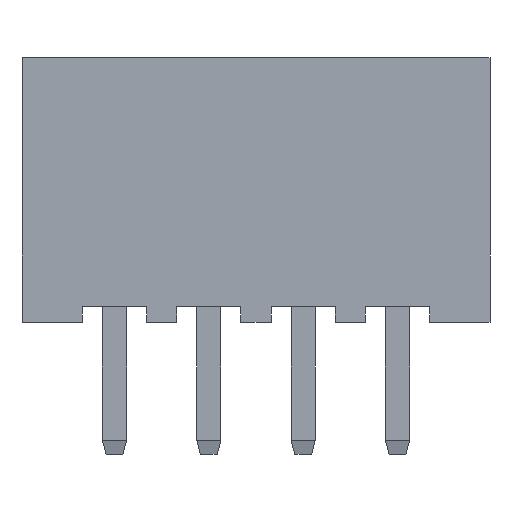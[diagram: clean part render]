
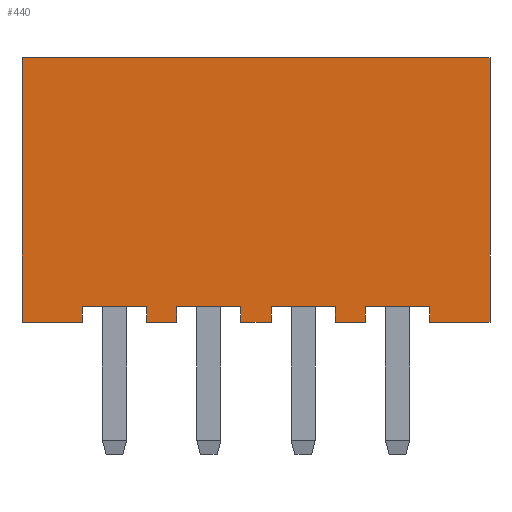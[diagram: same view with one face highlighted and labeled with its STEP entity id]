
A CAD part, front view. The second image highlights one B-rep face of the part: STEP entity #440.
In plain terms, the highlighted planar face has unit normal (0, -1, 0).
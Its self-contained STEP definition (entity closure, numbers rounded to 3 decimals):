
#440=ADVANCED_FACE('',(#1477),#1479,.T.);
#1477=FACE_BOUND('',#1478,.T.);
#1478=EDGE_LOOP('',(#2306,#2307,#2308,#2309,#2310,#2311,#2312,#2313,#2314,#2315,
#2316,#2317,#2318,#2319,#2320,#2321,#2322,#2323,#2324,#2325));
#1479=PLANE('',#1480);
#1480=AXIS2_PLACEMENT_3D('',#1481,#1482,#1483);
#1481=CARTESIAN_POINT('',(-1.25,-3.4,0.));
#1482=DIRECTION('',(0.,-1.,0.));
#1483=DIRECTION('',(1.,0.,0.));
#2306=ORIENTED_EDGE('',*,*,#2788,.T.);
#2307=ORIENTED_EDGE('',*,*,#2787,.T.);
#2308=ORIENTED_EDGE('',*,*,#2785,.T.);
#2309=ORIENTED_EDGE('',*,*,#2778,.T.);
#2310=ORIENTED_EDGE('',*,*,#2776,.T.);
#2311=ORIENTED_EDGE('',*,*,#2775,.T.);
#2312=ORIENTED_EDGE('',*,*,#2773,.T.);
#2313=ORIENTED_EDGE('',*,*,#2766,.T.);
#2314=ORIENTED_EDGE('',*,*,#2764,.T.);
#2315=ORIENTED_EDGE('',*,*,#2763,.T.);
#2316=ORIENTED_EDGE('',*,*,#2759,.T.);
#2317=ORIENTED_EDGE('',*,*,#2814,.F.);
#2318=ORIENTED_EDGE('',*,*,#2723,.F.);
#2319=ORIENTED_EDGE('',*,*,#2810,.F.);
#2320=ORIENTED_EDGE('',*,*,#2808,.T.);
#2321=ORIENTED_EDGE('',*,*,#2802,.T.);
#2322=ORIENTED_EDGE('',*,*,#2800,.T.);
#2323=ORIENTED_EDGE('',*,*,#2798,.T.);
#2324=ORIENTED_EDGE('',*,*,#2797,.T.);
#2325=ORIENTED_EDGE('',*,*,#2790,.T.);
#2723=EDGE_CURVE('',#3086,#3088,#3089,.T.);
#2759=EDGE_CURVE('',#3155,#3153,#3156,.T.);
#2763=EDGE_CURVE('',#3159,#3155,#3161,.T.);
#2764=EDGE_CURVE('',#3162,#3159,#3163,.F.);
#2766=EDGE_CURVE('',#3165,#3162,#3166,.T.);
#2773=EDGE_CURVE('',#3176,#3165,#3178,.F.);
#2775=EDGE_CURVE('',#3179,#3176,#3181,.T.);
#2776=EDGE_CURVE('',#3182,#3179,#3183,.F.);
#2778=EDGE_CURVE('',#3185,#3182,#3186,.T.);
#2785=EDGE_CURVE('',#3196,#3185,#3198,.F.);
#2787=EDGE_CURVE('',#3199,#3196,#3201,.T.);
#2788=EDGE_CURVE('',#3202,#3199,#3203,.F.);
#2790=EDGE_CURVE('',#3205,#3202,#3206,.T.);
#2797=EDGE_CURVE('',#3216,#3205,#3218,.F.);
#2798=EDGE_CURVE('',#3219,#3216,#3220,.T.);
#2800=EDGE_CURVE('',#3222,#3219,#3223,.F.);
#2802=EDGE_CURVE('',#3225,#3222,#3226,.T.);
#2808=EDGE_CURVE('',#3236,#3225,#3237,.F.);
#2810=EDGE_CURVE('',#3236,#3086,#3239,.T.);
#2814=EDGE_CURVE('',#3088,#3153,#3244,.T.);
#3086=VERTEX_POINT('',#3738);
#3088=VERTEX_POINT('',#3742);
#3089=LINE('',#3743,#3744);
#3153=VERTEX_POINT('',#3880);
#3155=VERTEX_POINT('',#3884);
#3156=LINE('',#3885,#3886);
#3159=VERTEX_POINT('',#3894);
#3161=LINE('',#3898,#3899);
#3162=VERTEX_POINT('',#3901);
#3163=LINE('',#3902,#3903);
#3165=VERTEX_POINT('',#3908);
#3166=LINE('',#3909,#3910);
#3176=VERTEX_POINT('',#3931);
#3178=LINE('',#3935,#3936);
#3179=VERTEX_POINT('',#3938);
#3181=LINE('',#3942,#3943);
#3182=VERTEX_POINT('',#3945);
#3183=LINE('',#3946,#3947);
#3185=VERTEX_POINT('',#3952);
#3186=LINE('',#3953,#3954);
#3196=VERTEX_POINT('',#3975);
#3198=LINE('',#3979,#3980);
#3199=VERTEX_POINT('',#3982);
#3201=LINE('',#3986,#3987);
#3202=VERTEX_POINT('',#3989);
#3203=LINE('',#3990,#3991);
#3205=VERTEX_POINT('',#3996);
#3206=LINE('',#3997,#3998);
#3216=VERTEX_POINT('',#4019);
#3218=LINE('',#4023,#4024);
#3219=VERTEX_POINT('',#4026);
#3220=LINE('',#4027,#4028);
#3222=VERTEX_POINT('',#4033);
#3223=LINE('',#4034,#4035);
#3225=VERTEX_POINT('',#4040);
#3226=LINE('',#4041,#4042);
#3236=VERTEX_POINT('',#4063);
#3237=LINE('',#4064,#4065);
#3239=LINE('',#4070,#4071);
#3244=LINE('',#4083,#4084);
#3738=CARTESIAN_POINT('',(-2.45,-3.4,0.));
#3742=CARTESIAN_POINT('',(-2.45,-3.4,7.));
#3743=CARTESIAN_POINT('',(-2.45,-3.4,0.));
#3744=VECTOR('',#3745,1.);
#3745=DIRECTION('',(0.,0.,1.));
#3880=CARTESIAN_POINT('',(9.95,-3.4,7.));
#3884=CARTESIAN_POINT('',(9.95,-3.4,0.));
#3885=CARTESIAN_POINT('',(9.95,-3.4,0.));
#3886=VECTOR('',#3887,1.);
#3887=DIRECTION('',(0.,0.,1.));
#3894=CARTESIAN_POINT('',(8.35,-3.4,0.));
#3898=CARTESIAN_POINT('',(8.35,-3.4,0.));
#3899=VECTOR('',#3900,1.);
#3900=DIRECTION('',(1.,0.,0.));
#3901=CARTESIAN_POINT('',(8.35,-3.4,0.4));
#3902=CARTESIAN_POINT('',(8.35,-3.4,0.));
#3903=VECTOR('',#3904,1.);
#3904=DIRECTION('',(0.,0.,1.));
#3908=CARTESIAN_POINT('',(6.65,-3.4,0.4));
#3909=CARTESIAN_POINT('',(6.65,-3.4,0.4));
#3910=VECTOR('',#3911,1.);
#3911=DIRECTION('',(1.,0.,0.));
#3931=CARTESIAN_POINT('',(6.65,-3.4,0.));
#3935=CARTESIAN_POINT('',(6.65,-3.4,0.4));
#3936=VECTOR('',#3937,1.);
#3937=DIRECTION('',(0.,0.,-1.));
#3938=CARTESIAN_POINT('',(5.85,-3.4,0.));
#3942=CARTESIAN_POINT('',(5.85,-3.4,0.));
#3943=VECTOR('',#3944,1.);
#3944=DIRECTION('',(1.,0.,0.));
#3945=CARTESIAN_POINT('',(5.85,-3.4,0.4));
#3946=CARTESIAN_POINT('',(5.85,-3.4,0.));
#3947=VECTOR('',#3948,1.);
#3948=DIRECTION('',(0.,0.,1.));
#3952=CARTESIAN_POINT('',(4.15,-3.4,0.4));
#3953=CARTESIAN_POINT('',(4.15,-3.4,0.4));
#3954=VECTOR('',#3955,1.);
#3955=DIRECTION('',(1.,0.,0.));
#3975=CARTESIAN_POINT('',(4.15,-3.4,0.));
#3979=CARTESIAN_POINT('',(4.15,-3.4,0.4));
#3980=VECTOR('',#3981,1.);
#3981=DIRECTION('',(0.,0.,-1.));
#3982=CARTESIAN_POINT('',(3.35,-3.4,0.));
#3986=CARTESIAN_POINT('',(3.35,-3.4,0.));
#3987=VECTOR('',#3988,1.);
#3988=DIRECTION('',(1.,0.,0.));
#3989=CARTESIAN_POINT('',(3.35,-3.4,0.4));
#3990=CARTESIAN_POINT('',(3.35,-3.4,0.));
#3991=VECTOR('',#3992,1.);
#3992=DIRECTION('',(0.,0.,1.));
#3996=CARTESIAN_POINT('',(1.65,-3.4,0.4));
#3997=CARTESIAN_POINT('',(1.65,-3.4,0.4));
#3998=VECTOR('',#3999,1.);
#3999=DIRECTION('',(1.,0.,0.));
#4019=CARTESIAN_POINT('',(1.65,-3.4,0.));
#4023=CARTESIAN_POINT('',(1.65,-3.4,0.4));
#4024=VECTOR('',#4025,1.);
#4025=DIRECTION('',(0.,0.,-1.));
#4026=CARTESIAN_POINT('',(0.85,-3.4,0.));
#4027=CARTESIAN_POINT('',(0.85,-3.4,0.));
#4028=VECTOR('',#4029,1.);
#4029=DIRECTION('',(1.,0.,0.));
#4033=CARTESIAN_POINT('',(0.85,-3.4,0.4));
#4034=CARTESIAN_POINT('',(0.85,-3.4,0.));
#4035=VECTOR('',#4036,1.);
#4036=DIRECTION('',(0.,0.,1.));
#4040=CARTESIAN_POINT('',(-0.85,-3.4,0.4));
#4041=CARTESIAN_POINT('',(-0.85,-3.4,0.4));
#4042=VECTOR('',#4043,1.);
#4043=DIRECTION('',(1.,0.,0.));
#4063=CARTESIAN_POINT('',(-0.85,-3.4,0.));
#4064=CARTESIAN_POINT('',(-0.85,-3.4,0.4));
#4065=VECTOR('',#4066,1.);
#4066=DIRECTION('',(0.,0.,-1.));
#4070=CARTESIAN_POINT('',(-0.85,-3.4,0.));
#4071=VECTOR('',#4072,1.);
#4072=DIRECTION('',(-1.,0.,0.));
#4083=CARTESIAN_POINT('',(-2.45,-3.4,7.));
#4084=VECTOR('',#4085,1.);
#4085=DIRECTION('',(1.,0.,0.));
